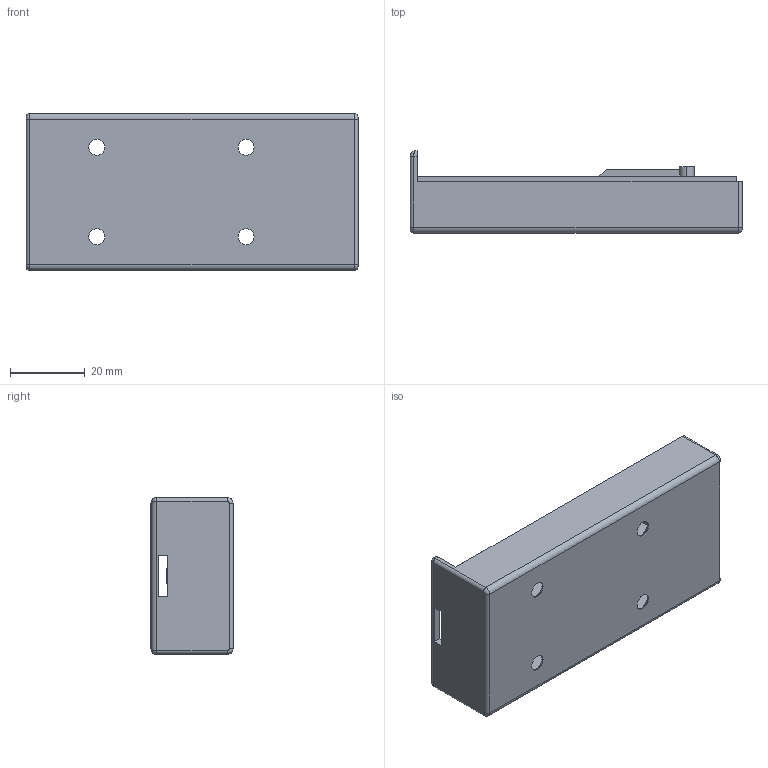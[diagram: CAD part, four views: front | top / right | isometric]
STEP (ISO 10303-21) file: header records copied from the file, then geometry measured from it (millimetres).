
FILE_DESCRIPTION (( 'STEP AP203' ), '1' );
FILE_NAME ('Battery Holder_Default_sldprt.STEP', '2025-10-04T22:42:12', ( '' ), ( '' ), 'SwSTEP 2.0', 'SolidWorks 2023', '' );
FILE_SCHEMA (( 'CONFIG_CONTROL_DESIGN' ));
Length unit declared in the file: millimetre
Products named in the file (1): Battery Holder_Default_sldprt
Bounding box: 89 x 22 x 42 mm (x, y, z)
Volume: 14639.8 mm3; surface area: 19407.2 mm2
Topology: 1 solids, 1 shells, 149 faces, 409 edges, 264 vertices
Faces by surface type: plane 106, cylinder 29, cone 8, torus 4, bspline 2
Entity records: 4834 total; most frequent: CARTESIAN_POINT 915, ORIENTED_EDGE 814, DIRECTION 777, EDGE_CURVE 407, VECTOR 325, LINE 325, VERTEX_POINT 264, AXIS2_PLACEMENT_3D 226
